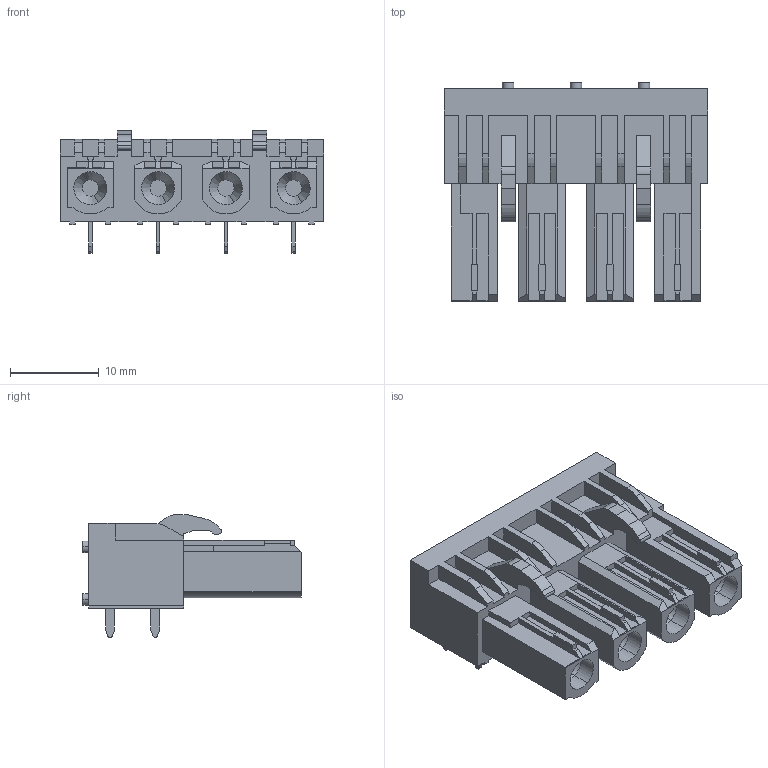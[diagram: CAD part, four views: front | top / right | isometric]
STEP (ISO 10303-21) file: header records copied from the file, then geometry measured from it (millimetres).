
FILE_DESCRIPTION(('CATIA V5 STEP Exchange','CAx-IF Rec.Pracs.--- Model Styling and Organization---1.2---2011-12-15'),'2;1');
FILE_NAME ('D1447581_0_1043250000_1043250000.stp','2018-09-18T06:15:50+00:00',('none'),('Weidmueller'),'CATIA Version 5-6 Release 2014','CATIA V5 STEP AP214','none');
FILE_SCHEMA(('AUTOMOTIVE_DESIGN { 1 0 10303 214 1 1 1 1 }'));
Length unit declared in the file: millimetre
Products named in the file (1): 1043250000
Bounding box: 29.66 x 24.54 x 13.74 mm (x, y, z)
Volume: 3961.5 mm3; surface area: 3132.1 mm2
Topology: 9 solids, 9 shells, 333 faces, 905 edges, 603 vertices
Faces by surface type: plane 267, cylinder 58, cone 8
Entity records: 9617 total; most frequent: ORIENTED_EDGE 1810, CARTESIAN_POINT 1707, DIRECTION 1301, EDGE_CURVE 905, VECTOR 781, LINE 781, VERTEX_POINT 603, EDGE_LOOP 346
